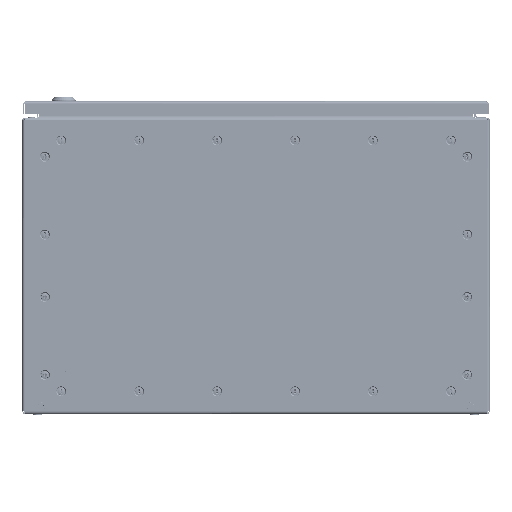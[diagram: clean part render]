
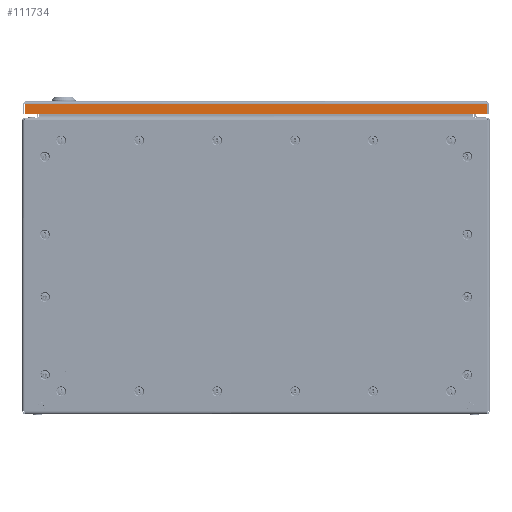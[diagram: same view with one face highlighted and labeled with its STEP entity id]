
A CAD part, front view. The second image highlights one B-rep face of the part: STEP entity #111734.
In plain terms, the highlighted planar face has unit normal (0, -1, 0).
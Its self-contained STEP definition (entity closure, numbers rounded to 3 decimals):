
#2378 = ORIENTED_EDGE ( 'NONE', *, *, #14630, .F. ) ;
#14630 = EDGE_CURVE ( 'NONE', #80163, #40656, #107576, .T. ) ;
#15337 = EDGE_LOOP ( 'NONE', ( #87570, #2378, #96568, #16563 ) ) ;
#16563 = ORIENTED_EDGE ( 'NONE', *, *, #26056, .T. ) ;
#24593 = LINE ( 'NONE', #49007, #32932 ) ;
#26056 = EDGE_CURVE ( 'NONE', #78613, #97879, #24593, .T. ) ;
#27612 = CARTESIAN_POINT ( 'NONE',  ( 296.746, -498., -16.5 ) ) ;
#32932 = VECTOR ( 'NONE', #57866, 1000. ) ;
#40600 = EDGE_CURVE ( 'NONE', #40656, #97879, #79155, .T. ) ;
#40656 = VERTEX_POINT ( 'NONE', #77405 ) ;
#42477 = CARTESIAN_POINT ( 'NONE',  ( -296.746, -498., -16.5 ) ) ;
#44039 = VECTOR ( 'NONE', #70434, 1000. ) ;
#49007 = CARTESIAN_POINT ( 'NONE',  ( 0., -498., -16.5 ) ) ;
#53003 = CARTESIAN_POINT ( 'NONE',  ( -296.746, -498., 0. ) ) ;
#53772 = CARTESIAN_POINT ( 'NONE',  ( 298.5, -498., -3.4 ) ) ;
#57851 = VECTOR ( 'NONE', #107747, 1000. ) ;
#57866 = DIRECTION ( 'NONE',  ( 1., 0., 0. ) ) ;
#60186 = FACE_OUTER_BOUND ( 'NONE', #15337, .T. ) ;
#61193 = DIRECTION ( 'NONE',  ( 0., 0., -1. ) ) ;
#67527 = LINE ( 'NONE', #53003, #44039 ) ;
#69548 = CARTESIAN_POINT ( 'NONE',  ( -296.746, -498., -3.4 ) ) ;
#70434 = DIRECTION ( 'NONE',  ( 0., 0., -1. ) ) ;
#74078 = DIRECTION ( 'NONE',  ( 0., 1., 0. ) ) ;
#76401 = VECTOR ( 'NONE', #61193, 1000. ) ;
#77405 = CARTESIAN_POINT ( 'NONE',  ( 296.746, -498., -3.4 ) ) ;
#78226 = CARTESIAN_POINT ( 'NONE',  ( 296.746, -498., -1.4 ) ) ;
#78613 = VERTEX_POINT ( 'NONE', #42477 ) ;
#79155 = LINE ( 'NONE', #78226, #76401 ) ;
#80163 = VERTEX_POINT ( 'NONE', #69548 ) ;
#87570 = ORIENTED_EDGE ( 'NONE', *, *, #40600, .F. ) ;
#96568 = ORIENTED_EDGE ( 'NONE', *, *, #97506, .T. ) ;
#97191 = CARTESIAN_POINT ( 'NONE',  ( 0., -498., 0. ) ) ;
#97506 = EDGE_CURVE ( 'NONE', #80163, #78613, #67527, .T. ) ;
#97879 = VERTEX_POINT ( 'NONE', #27612 ) ;
#100993 = DIRECTION ( 'NONE',  ( 0., 0., 1. ) ) ;
#101653 = AXIS2_PLACEMENT_3D ( 'NONE', #97191, #74078, #100993 ) ;
#106419 = PLANE ( 'NONE',  #101653 ) ;
#107576 = LINE ( 'NONE', #53772, #57851 ) ;
#107747 = DIRECTION ( 'NONE',  ( 1., 0., 0. ) ) ;
#111734 = ADVANCED_FACE ( 'NONE', ( #60186 ), #106419, .F. ) ;
